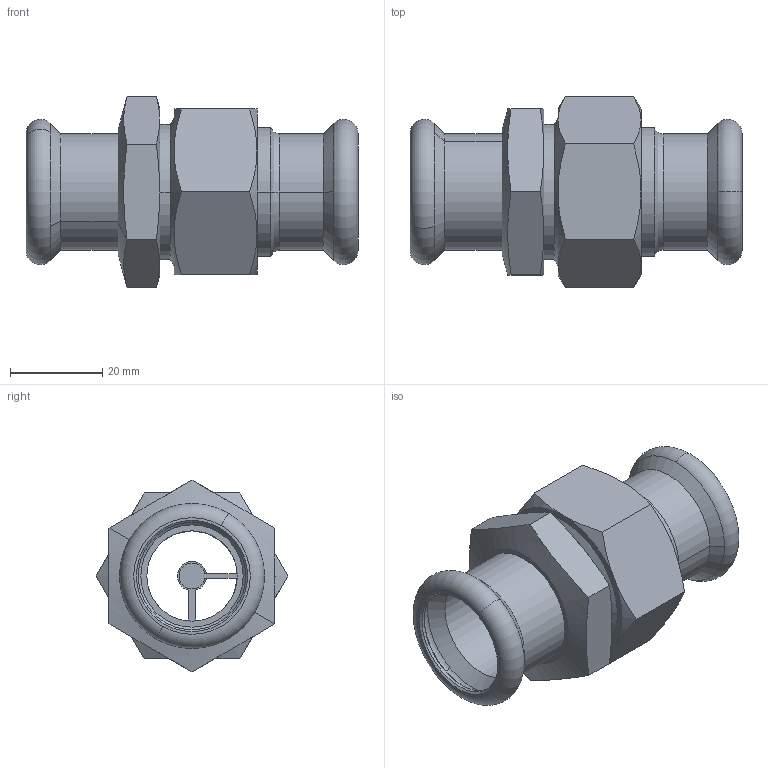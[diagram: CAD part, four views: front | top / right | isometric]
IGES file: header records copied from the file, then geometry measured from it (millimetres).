
Global section: file name: No Iges File Name specified; native system: Autodesk Inventor 2011; preprocessor: AutoDesk Inventor Iges Exporter R2011; author: bruh; date: 20110606.140002; units: millimetre
Bounding box: 72 x 41.57 x 41.57 mm (x, y, z)
Volume: 27259.5 mm3; surface area: 17782.9 mm2
Topology: 2 solids, 2 shells, 116 faces, 287 edges, 183 vertices
Faces by surface type: revolution 32, plane 30, cone 28, cylinder 12, bspline 8, torus 6
